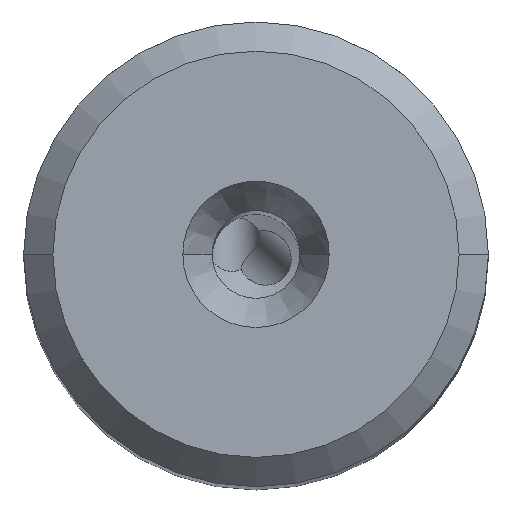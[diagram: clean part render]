
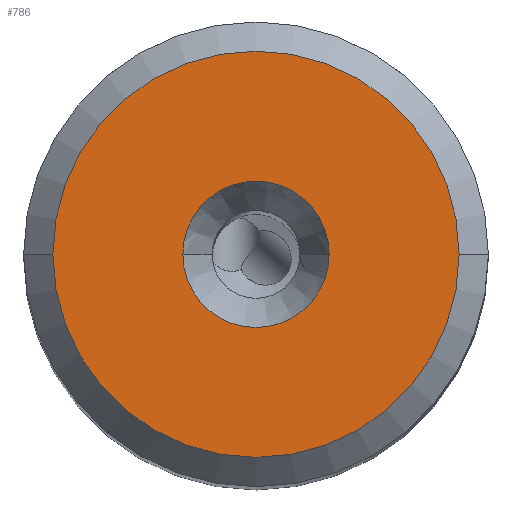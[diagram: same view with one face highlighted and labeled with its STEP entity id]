
A CAD part, top view. The second image highlights one B-rep face of the part: STEP entity #786.
In plain terms, the highlighted planar face has unit normal (0, 0, 1).
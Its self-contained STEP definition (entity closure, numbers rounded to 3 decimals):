
#146=PLANE('',#3981);
#786=ADVANCED_FACE('',(#969,#970),#146,.T.);
#969=FACE_BOUND('',#1082,.T.);
#970=FACE_BOUND('',#1083,.T.);
#1082=EDGE_LOOP('',(#2034,#2035,#2036,#2037));
#1083=EDGE_LOOP('',(#2038,#2039));
#1260=CIRCLE('',#3973,2.5);
#1261=CIRCLE('',#3975,2.5);
#1262=CIRCLE('',#3977,6.938);
#1263=CIRCLE('',#3978,6.938);
#1264=CIRCLE('',#3979,6.938);
#1265=CIRCLE('',#3980,6.938);
#2034=ORIENTED_EDGE('',*,*,#3266,.T.);
#2035=ORIENTED_EDGE('',*,*,#3267,.T.);
#2036=ORIENTED_EDGE('',*,*,#3268,.T.);
#2037=ORIENTED_EDGE('',*,*,#3269,.T.);
#2038=ORIENTED_EDGE('',*,*,#3263,.T.);
#2039=ORIENTED_EDGE('',*,*,#3265,.T.);
#2775=VERTEX_POINT('',#7767);
#2776=VERTEX_POINT('',#7769);
#2777=VERTEX_POINT('',#7775);
#2778=VERTEX_POINT('',#7776);
#2779=VERTEX_POINT('',#7778);
#2780=VERTEX_POINT('',#7780);
#3263=EDGE_CURVE('',#2776,#2775,#1260,.T.);
#3265=EDGE_CURVE('',#2775,#2776,#1261,.T.);
#3266=EDGE_CURVE('',#2777,#2778,#1262,.T.);
#3267=EDGE_CURVE('',#2778,#2779,#1263,.T.);
#3268=EDGE_CURVE('',#2779,#2780,#1264,.T.);
#3269=EDGE_CURVE('',#2780,#2777,#1265,.T.);
#3973=AXIS2_PLACEMENT_3D('',#7768,#4715,#4716);
#3975=AXIS2_PLACEMENT_3D('',#7772,#4720,#4721);
#3977=AXIS2_PLACEMENT_3D('',#7774,#4724,#4725);
#3978=AXIS2_PLACEMENT_3D('',#7777,#4726,#4727);
#3979=AXIS2_PLACEMENT_3D('',#7779,#4728,#4729);
#3980=AXIS2_PLACEMENT_3D('',#7781,#4730,#4731);
#3981=AXIS2_PLACEMENT_3D('',#7782,#4732,#4733);
#4715=DIRECTION('',(0.,0.,-1.));
#4716=DIRECTION('',(1.,0.,0.));
#4720=DIRECTION('',(0.,0.,-1.));
#4721=DIRECTION('',(-1.,0.,0.));
#4724=DIRECTION('',(0.,0.,1.));
#4725=DIRECTION('',(0.,1.,0.));
#4726=DIRECTION('',(0.,0.,1.));
#4727=DIRECTION('',(-1.,0.,0.));
#4728=DIRECTION('',(0.,0.,1.));
#4729=DIRECTION('',(0.,-1.,0.));
#4730=DIRECTION('',(0.,0.,1.));
#4731=DIRECTION('',(1.,0.,0.));
#4732=DIRECTION('',(0.,0.,1.));
#4733=DIRECTION('',(1.,0.,0.));
#7767=CARTESIAN_POINT('',(-2.5,0.,0.));
#7768=CARTESIAN_POINT('',(0.,0.,0.));
#7769=CARTESIAN_POINT('',(2.5,0.,0.));
#7772=CARTESIAN_POINT('',(0.,0.,0.));
#7774=CARTESIAN_POINT('',(0.,0.,0.));
#7775=CARTESIAN_POINT('',(0.,6.938,0.));
#7776=CARTESIAN_POINT('',(-6.938,0.,0.));
#7777=CARTESIAN_POINT('',(0.,0.,0.));
#7778=CARTESIAN_POINT('',(0.,-6.938,0.));
#7779=CARTESIAN_POINT('',(0.,0.,0.));
#7780=CARTESIAN_POINT('',(6.938,0.,0.));
#7781=CARTESIAN_POINT('',(0.,0.,0.));
#7782=CARTESIAN_POINT('',(0.,0.,0.));
